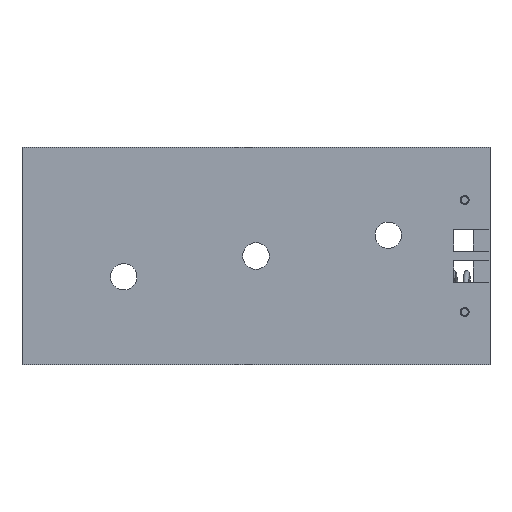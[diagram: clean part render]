
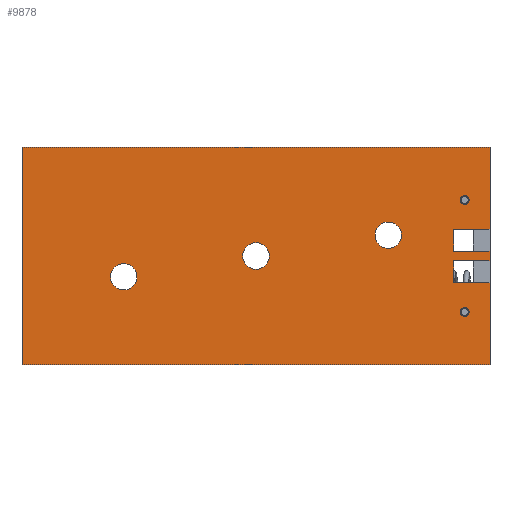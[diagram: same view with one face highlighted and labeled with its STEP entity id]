
A CAD part, front view. The second image highlights one B-rep face of the part: STEP entity #9878.
In plain terms, the highlighted planar face has unit normal (0, -1, 0).
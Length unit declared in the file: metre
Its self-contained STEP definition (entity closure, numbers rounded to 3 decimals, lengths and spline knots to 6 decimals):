
#202=CIRCLE('',#10458,0.001499);
#204=CIRCLE('',#10461,0.001499);
#206=CIRCLE('',#10464,0.000508);
#208=CIRCLE('',#10467,0.000508);
#210=CIRCLE('',#10470,0.001499);
#2363=ORIENTED_EDGE('',*,*,#4317,.F.);
#2364=ORIENTED_EDGE('',*,*,#4329,.T.);
#2365=ORIENTED_EDGE('',*,*,#4414,.F.);
#2366=ORIENTED_EDGE('',*,*,#4415,.T.);
#2367=ORIENTED_EDGE('',*,*,#4416,.T.);
#2368=ORIENTED_EDGE('',*,*,#4417,.F.);
#2369=ORIENTED_EDGE('',*,*,#4408,.F.);
#2370=ORIENTED_EDGE('',*,*,#4337,.F.);
#2371=ORIENTED_EDGE('',*,*,#4334,.F.);
#2372=ORIENTED_EDGE('',*,*,#4345,.T.);
#2373=ORIENTED_EDGE('',*,*,#4407,.F.);
#2374=ORIENTED_EDGE('',*,*,#4321,.F.);
#2375=ORIENTED_EDGE('',*,*,#4301,.F.);
#2376=ORIENTED_EDGE('',*,*,#4299,.F.);
#2377=ORIENTED_EDGE('',*,*,#4297,.F.);
#2378=ORIENTED_EDGE('',*,*,#4295,.F.);
#2379=ORIENTED_EDGE('',*,*,#4293,.F.);
#4293=EDGE_CURVE('',#5349,#5349,#202,.T.);
#4295=EDGE_CURVE('',#5351,#5351,#204,.T.);
#4297=EDGE_CURVE('',#5353,#5353,#206,.T.);
#4299=EDGE_CURVE('',#5355,#5355,#208,.T.);
#4301=EDGE_CURVE('',#5357,#5357,#210,.T.);
#4317=EDGE_CURVE('',#5369,#5370,#6475,.T.);
#4321=EDGE_CURVE('',#5370,#5373,#6479,.T.);
#4329=EDGE_CURVE('',#5369,#5379,#6487,.T.);
#4334=EDGE_CURVE('',#5382,#5383,#6492,.T.);
#4337=EDGE_CURVE('',#5383,#5385,#6495,.T.);
#4345=EDGE_CURVE('',#5382,#5391,#6503,.T.);
#4407=EDGE_CURVE('',#5373,#5391,#6552,.T.);
#4408=EDGE_CURVE('',#5385,#5441,#6553,.T.);
#4414=EDGE_CURVE('',#5446,#5379,#6557,.T.);
#4415=EDGE_CURVE('',#5446,#5447,#6558,.T.);
#4416=EDGE_CURVE('',#5447,#5448,#6559,.T.);
#4417=EDGE_CURVE('',#5441,#5448,#6560,.T.);
#5349=VERTEX_POINT('',#19053);
#5351=VERTEX_POINT('',#19058);
#5353=VERTEX_POINT('',#19063);
#5355=VERTEX_POINT('',#19068);
#5357=VERTEX_POINT('',#19073);
#5369=VERTEX_POINT('',#19106);
#5370=VERTEX_POINT('',#19108);
#5373=VERTEX_POINT('',#19116);
#5379=VERTEX_POINT('',#19130);
#5382=VERTEX_POINT('',#19140);
#5383=VERTEX_POINT('',#19142);
#5385=VERTEX_POINT('',#19148);
#5391=VERTEX_POINT('',#19162);
#5441=VERTEX_POINT('',#19295);
#5446=VERTEX_POINT('',#19305);
#5447=VERTEX_POINT('',#19309);
#5448=VERTEX_POINT('',#19311);
#6475=LINE('',#19107,#7538);
#6479=LINE('',#19115,#7542);
#6487=LINE('',#19131,#7550);
#6492=LINE('',#19141,#7555);
#6495=LINE('',#19147,#7558);
#6503=LINE('',#19163,#7566);
#6552=LINE('',#19293,#7615);
#6553=LINE('',#19294,#7616);
#6557=LINE('',#19306,#7620);
#6558=LINE('',#19308,#7621);
#6559=LINE('',#19310,#7622);
#6560=LINE('',#19312,#7623);
#7538=VECTOR('',#12354,1.);
#7542=VECTOR('',#12360,1.);
#7550=VECTOR('',#12370,1.);
#7555=VECTOR('',#12379,1.);
#7558=VECTOR('',#12384,1.);
#7566=VECTOR('',#12394,1.);
#7615=VECTOR('',#12507,1.);
#7616=VECTOR('',#12508,1.);
#7620=VECTOR('',#12516,1.);
#7621=VECTOR('',#12519,1.);
#7622=VECTOR('',#12520,1.);
#7623=VECTOR('',#12521,1.);
#8180=EDGE_LOOP('',(#2363,#2364,#2365,#2366,#2367,#2368,#2369,#2370,#2371,
#2372,#2373,#2374));
#8181=EDGE_LOOP('',(#2375));
#8182=EDGE_LOOP('',(#2376));
#8183=EDGE_LOOP('',(#2377));
#8184=EDGE_LOOP('',(#2378));
#8185=EDGE_LOOP('',(#2379));
#8841=FACE_BOUND('',#8180,.T.);
#8842=FACE_BOUND('',#8181,.T.);
#8843=FACE_BOUND('',#8182,.T.);
#8844=FACE_BOUND('',#8183,.T.);
#8845=FACE_BOUND('',#8184,.T.);
#8846=FACE_BOUND('',#8185,.T.);
#9393=PLANE('',#10519);
#9878=ADVANCED_FACE('',(#8841,#8842,#8843,#8844,#8845,#8846),#9393,.F.);
#10458=AXIS2_PLACEMENT_3D('',#19052,#12299,#12300);
#10461=AXIS2_PLACEMENT_3D('',#19057,#12305,#12306);
#10464=AXIS2_PLACEMENT_3D('',#19062,#12311,#12312);
#10467=AXIS2_PLACEMENT_3D('',#19067,#12317,#12318);
#10470=AXIS2_PLACEMENT_3D('',#19072,#12323,#12324);
#10519=AXIS2_PLACEMENT_3D('',#19307,#12517,#12518);
#12299=DIRECTION('',(0.,-1.,0.));
#12300=DIRECTION('',(0.,0.,-1.));
#12305=DIRECTION('',(0.,-1.,0.));
#12306=DIRECTION('',(0.,0.,-1.));
#12311=DIRECTION('',(0.,-1.,0.));
#12312=DIRECTION('',(0.,0.,1.));
#12317=DIRECTION('',(0.,-1.,0.));
#12318=DIRECTION('',(0.,0.,-1.));
#12323=DIRECTION('',(0.,-1.,0.));
#12324=DIRECTION('',(0.,0.,-1.));
#12354=DIRECTION('',(0.,0.,-1.));
#12360=DIRECTION('',(1.,0.,0.));
#12370=DIRECTION('',(1.,0.,0.));
#12379=DIRECTION('',(0.,0.,-1.));
#12384=DIRECTION('',(1.,0.,0.));
#12394=DIRECTION('',(1.,0.,0.));
#12507=DIRECTION('',(0.,0.,-1.));
#12508=DIRECTION('',(0.,0.,-1.));
#12516=DIRECTION('',(0.,0.,-1.));
#12517=DIRECTION('',(0.,1.,0.));
#12518=DIRECTION('',(0.,0.,1.));
#12519=DIRECTION('',(-1.,0.,0.));
#12520=DIRECTION('',(0.,0.,-1.));
#12521=DIRECTION('',(-1.,0.,0.));
#19052=CARTESIAN_POINT('',(0.021639,-0.009792,0.001074));
#19053=CARTESIAN_POINT('',(0.021639,-0.009792,-0.000425));
#19057=CARTESIAN_POINT('',(-0.008333,-0.009792,-0.003625));
#19058=CARTESIAN_POINT('',(-0.008333,-0.009792,-0.005124));
#19062=CARTESIAN_POINT('',(0.030275,-0.009792,-0.007626));
#19063=CARTESIAN_POINT('',(0.030275,-0.009792,-0.007118));
#19067=CARTESIAN_POINT('',(0.030275,-0.009792,0.005074));
#19068=CARTESIAN_POINT('',(0.030275,-0.009792,0.004566));
#19072=CARTESIAN_POINT('',(0.006653,-0.009792,-0.001276));
#19073=CARTESIAN_POINT('',(0.006653,-0.009792,-0.002774));
#19106=CARTESIAN_POINT('',(0.02903,-0.009792,0.001747));
#19107=CARTESIAN_POINT('',(0.02903,-0.009792,-0.001809));
#19108=CARTESIAN_POINT('',(0.02903,-0.009792,-0.000742));
#19115=CARTESIAN_POINT('',(0.02903,-0.009792,-0.000742));
#19116=CARTESIAN_POINT('',(0.033145,-0.009792,-0.000742));
#19130=CARTESIAN_POINT('',(0.033145,-0.009792,0.001747));
#19131=CARTESIAN_POINT('',(0.02903,-0.009792,0.001747));
#19140=CARTESIAN_POINT('',(0.02903,-0.009792,-0.001809));
#19141=CARTESIAN_POINT('',(0.02903,-0.009792,-0.004298));
#19142=CARTESIAN_POINT('',(0.02903,-0.009792,-0.004298));
#19147=CARTESIAN_POINT('',(0.02903,-0.009792,-0.004298));
#19148=CARTESIAN_POINT('',(0.033145,-0.009792,-0.004298));
#19162=CARTESIAN_POINT('',(0.033145,-0.009792,-0.001809));
#19163=CARTESIAN_POINT('',(0.02903,-0.009792,-0.001809));
#19293=CARTESIAN_POINT('',(0.033145,-0.009792,0.011018));
#19294=CARTESIAN_POINT('',(0.033145,-0.009792,0.011018));
#19295=CARTESIAN_POINT('',(0.033145,-0.009792,-0.013569));
#19305=CARTESIAN_POINT('',(0.033145,-0.009792,0.011018));
#19306=CARTESIAN_POINT('',(0.033145,-0.009792,0.011018));
#19307=CARTESIAN_POINT('',(0.033145,-0.009792,0.011018));
#19308=CARTESIAN_POINT('',(0.033145,-0.009792,0.011018));
#19309=CARTESIAN_POINT('',(-0.01984,-0.009792,0.011018));
#19310=CARTESIAN_POINT('',(-0.01984,-0.009792,0.011018));
#19311=CARTESIAN_POINT('',(-0.01984,-0.009792,-0.013569));
#19312=CARTESIAN_POINT('',(0.033145,-0.009792,-0.013569));
